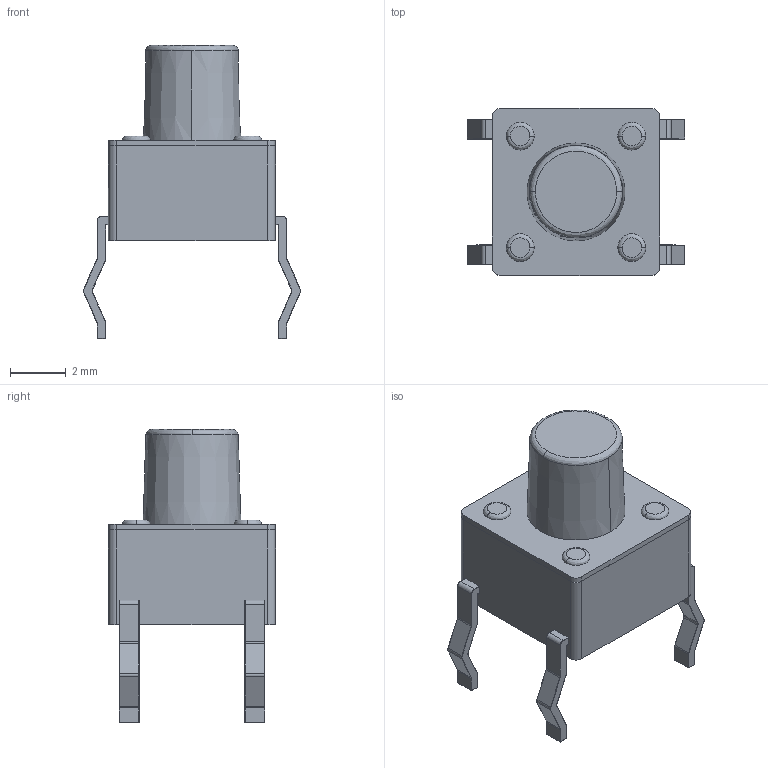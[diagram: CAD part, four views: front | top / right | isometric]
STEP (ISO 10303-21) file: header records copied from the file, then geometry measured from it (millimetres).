
FILE_DESCRIPTION(('FreeCAD Model'),'2;1');
FILE_NAME('tactile_sw_6x6x7.step','2016-10-13T14:15:29',( 'Author'),(''),'Open CASCADE STEP processor 6.8','FreeCAD','Unknown' );
FILE_SCHEMA(('AUTOMOTIVE_DESIGN_CC2 { 1 2 10303 214 -1 1 5 4 }'));
Length unit declared in the file: millimetre
Products named in the file (2): ASSEMBLY; tactile_sw_6x6x7
Assembly tree (1 placements, depth 2):
  ASSEMBLY
    tactile_sw_6x6x7
Bounding box: 7.8 x 5.99 x 10.51 mm (x, y, z)
Volume: 164.2 mm3; surface area: 228.8 mm2
Topology: 1 solids, 1 shells, 304 faces, 716 edges, 407 vertices
Faces by surface type: cylinder 136, bspline 98, plane 68, cone 2
Entity records: 41328 total; most frequent: CARTESIAN_POINT 27098, DIRECTION 1709, ORIENTED_EDGE 1400, PCURVE 1400, DEFINITIONAL_REPRESENTATION 1400, B_SPLINE_CURVE_WITH_KNOTS 1008, EDGE_CURVE 700, SURFACE_CURVE 700
